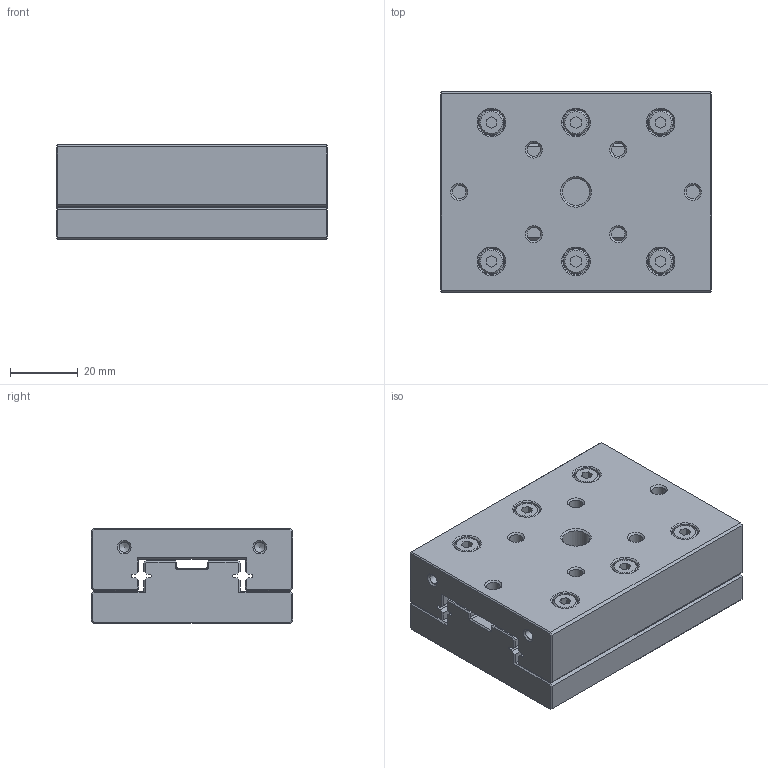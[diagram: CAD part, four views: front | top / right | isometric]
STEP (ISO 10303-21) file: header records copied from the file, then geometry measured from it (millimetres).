
FILE_DESCRIPTION(/* description */ (''),/* implementation_level */ '2;1');
FILE_NAME(/* name */ 'RT-3075_A.stp',/* time_stamp */ '2012-05-22T11:52:37+02:00',/* author */ (''),/* organization */ (''),/* preprocessor_version */ 'ST-DEVELOPER v11',/* originating_system */ 'SIEMENS PLM Software NX 7.5',/* authorisation */ '');
FILE_SCHEMA (('AUTOMOTIVE_DESIGN { 1 0 10303 214 1 1 1 1 }'));
Length unit declared in the file: millimetre
Products named in the file (1): 015365_A
Bounding box: 80 x 59.5 x 28 mm (x, y, z)
Volume: 123234.2 mm3; surface area: 34315 mm2
Topology: 2 solids, 2 shells, 491 faces, 1156 edges, 732 vertices
Faces by surface type: plane 335, cone 57, cylinder 52, extrusion 47
Full cylindrical faces by diameter (mm): 3 x4, 4 x9, 4.8 x4, 7 x6, 7.32 x6, 7.8 x16, 8 x1
Entity records: 14373 total; most frequent: CARTESIAN_POINT 3734, ORIENTED_EDGE 2072, DIRECTION 1940, EDGE_CURVE 1036, VECTOR 736, VERTEX_POINT 715, LINE 689, EDGE_LOOP 675
